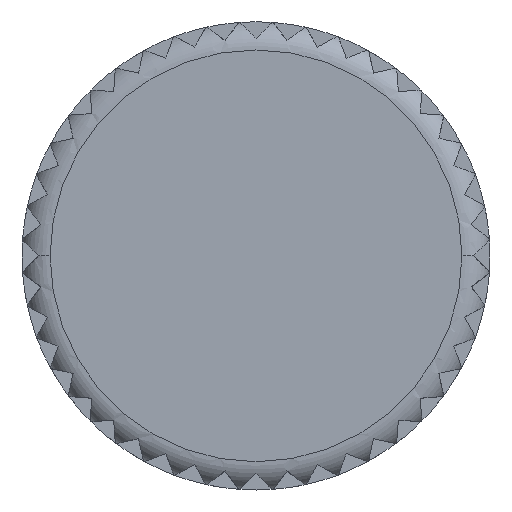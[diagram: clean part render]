
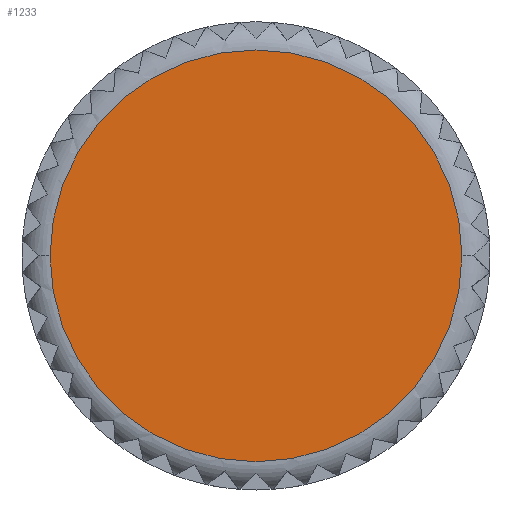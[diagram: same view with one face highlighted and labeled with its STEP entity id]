
A CAD part, top view. The second image highlights one B-rep face of the part: STEP entity #1233.
In plain terms, the highlighted planar face has unit normal (0, 0, 1).
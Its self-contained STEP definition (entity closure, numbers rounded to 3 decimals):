
#1109=VERTEX_POINT('',#3216);
#1233=ADVANCED_FACE('',(#3353),#3354,.T.);
#1549=VERTEX_POINT('',#3706);
#1907=EDGE_CURVE('',#1109,#1549,#4088,.T.);
#3155=EDGE_CURVE('',#1549,#1109,#5447,.T.);
#3216=CARTESIAN_POINT('',(-11.0,0.,35.0));
#3353=FACE_OUTER_BOUND('',#5801,.T.);
#3354=PLANE('',#5802);
#3706=CARTESIAN_POINT('',(11.0,0.,35.0));
#4088=CIRCLE('',#7223,11.0);
#5447=CIRCLE('',#9943,11.0);
#5801=EDGE_LOOP('',(#10135,#10136));
#5802=AXIS2_PLACEMENT_3D('',#10137,#10138,#10139);
#7223=AXIS2_PLACEMENT_3D('',#10914,#10915,#10916);
#9943=AXIS2_PLACEMENT_3D('',#12426,#12427,#12428);
#10135=ORIENTED_EDGE('',*,*,#3155,.T.);
#10136=ORIENTED_EDGE('',*,*,#1907,.T.);
#10137=CARTESIAN_POINT('',(5.5,0.,35.0));
#10138=DIRECTION('',(0.0,0.0,1.0));
#10139=DIRECTION('',(1.0,0.,0.0));
#10914=CARTESIAN_POINT('',(0.,0.,35.0));
#10915=DIRECTION('',(0.0,-0.0,1.0));
#10916=DIRECTION('',(1.0,0.,0.0));
#12426=CARTESIAN_POINT('',(0.,0.,35.0));
#12427=DIRECTION('',(0.0,-0.0,1.0));
#12428=DIRECTION('',(1.0,0.,0.0));
